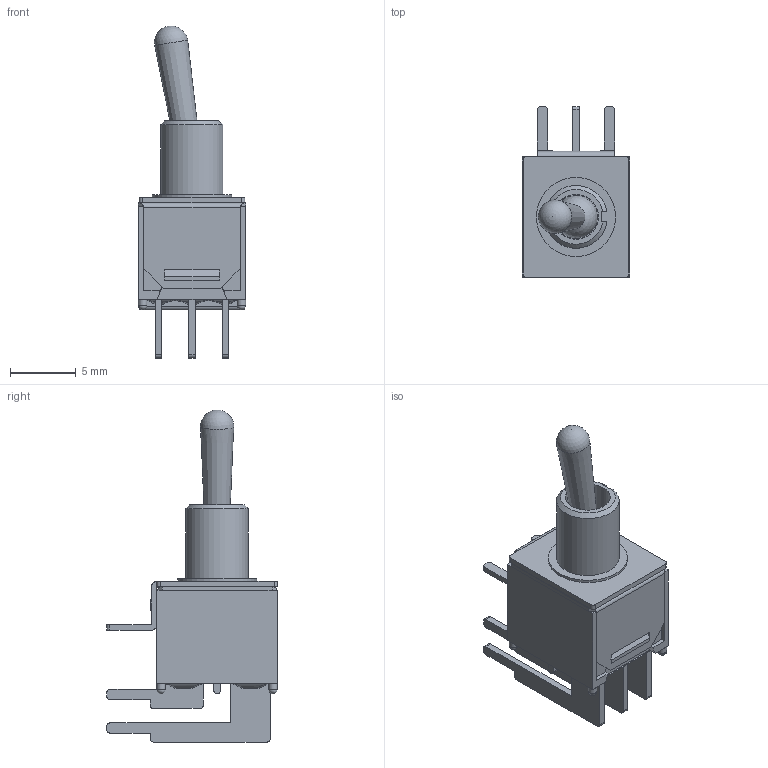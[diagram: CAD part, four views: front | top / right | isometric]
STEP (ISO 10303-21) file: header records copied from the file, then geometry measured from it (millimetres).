
FILE_DESCRIPTION(/* description */ (''),/* implementation_level */ '2;1');
FILE_NAME(/* name */ '200MDPxT3B4M6xE.stp',/* time_stamp */ '2025-04-28T14:19:12-05:00',/* author */ ('mroman'),/* organization */ (''),/* preprocessor_version */ 'ST-DEVELOPER v18.1',/* originating_system */ 'Autodesk Inventor 2022',/* authorisation */ '');
FILE_SCHEMA (('AUTOMOTIVE_DESIGN { 1 0 10303 214 3 1 1 }'));
Length unit declared in the file: inch
Products named in the file (1): 200MDPxT3B4M6xE
Bounding box: 8.13 x 12.95 x 25.16 mm (x, y, z)
Volume: 413.3 mm3; surface area: 1446.5 mm2
Topology: 1 solids, 2 shells, 285 faces, 810 edges, 524 vertices
Faces by surface type: plane 197, cylinder 60, bspline 18, sphere 6, cone 4
Full cylindrical faces by diameter (mm): 0.65 x4, 3.4 x1, 6 x1
Entity records: 9952 total; most frequent: CARTESIAN_POINT 2577, ORIENTED_EDGE 1610, DIRECTION 1423, EDGE_CURVE 805, LINE 575, VECTOR 575, VERTEX_POINT 524, AXIS2_PLACEMENT_3D 424
